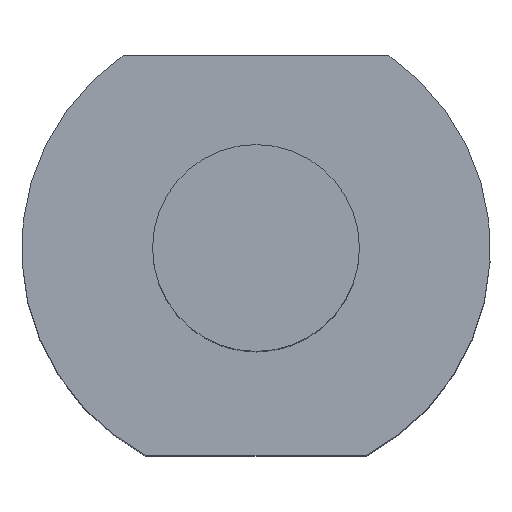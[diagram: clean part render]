
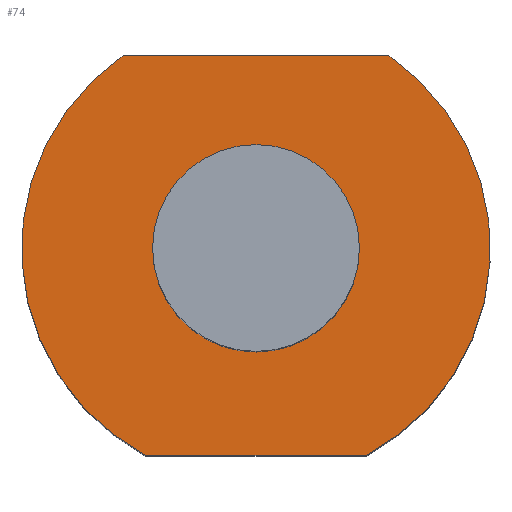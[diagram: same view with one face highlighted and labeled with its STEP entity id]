
A CAD part, top view. The second image highlights one B-rep face of the part: STEP entity #74.
In plain terms, the highlighted planar face has unit normal (0, 0, 1).
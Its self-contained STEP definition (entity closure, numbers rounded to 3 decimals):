
#42=FACE_BOUND('',#102,.T.);
#43=FACE_BOUND('',#103,.T.);
#54=LINE('',#356,#64);
#55=LINE('',#361,#65);
#64=VECTOR('',#291,1.);
#65=VECTOR('',#294,1.);
#74=ADVANCED_FACE('',(#42,#43),#85,.F.);
#85=PLANE('',#252);
#102=EDGE_LOOP('',(#124,#125,#126,#127));
#103=EDGE_LOOP('',(#128,#129));
#124=ORIENTED_EDGE('',*,*,#187,.F.);
#125=ORIENTED_EDGE('',*,*,#188,.F.);
#126=ORIENTED_EDGE('',*,*,#189,.T.);
#127=ORIENTED_EDGE('',*,*,#190,.F.);
#128=ORIENTED_EDGE('',*,*,#186,.T.);
#129=ORIENTED_EDGE('',*,*,#184,.T.);
#165=VERTEX_POINT('',#349);
#166=VERTEX_POINT('',#351);
#168=VERTEX_POINT('',#357);
#169=VERTEX_POINT('',#358);
#170=VERTEX_POINT('',#360);
#171=VERTEX_POINT('',#362);
#184=EDGE_CURVE('',#166,#165,#207,.T.);
#186=EDGE_CURVE('',#165,#166,#208,.T.);
#187=EDGE_CURVE('',#168,#169,#54,.T.);
#188=EDGE_CURVE('',#170,#168,#209,.T.);
#189=EDGE_CURVE('',#170,#171,#55,.T.);
#190=EDGE_CURVE('',#169,#171,#210,.T.);
#207=CIRCLE('',#247,15.);
#208=CIRCLE('',#248,15.);
#209=CIRCLE('',#250,34.);
#210=CIRCLE('',#251,34.);
#247=AXIS2_PLACEMENT_3D('',#350,#284,#285);
#248=AXIS2_PLACEMENT_3D('',#354,#287,#288);
#250=AXIS2_PLACEMENT_3D('',#359,#292,#293);
#251=AXIS2_PLACEMENT_3D('',#363,#295,#296);
#252=AXIS2_PLACEMENT_3D('',#364,#297,#298);
#284=DIRECTION('',(0.,0.,-1.));
#285=DIRECTION('',(-1.,0.,0.));
#287=DIRECTION('',(0.,0.,-1.));
#288=DIRECTION('',(-1.,0.,0.));
#291=DIRECTION('',(-1.,0.,0.));
#292=DIRECTION('',(0.,0.,-1.));
#293=DIRECTION('',(-1.,0.,0.));
#294=DIRECTION('',(-1.,0.,0.));
#295=DIRECTION('',(0.,0.,-1.));
#296=DIRECTION('',(-1.,0.,0.));
#297=DIRECTION('',(0.,0.,-1.));
#298=DIRECTION('',(0.,1.,0.));
#349=CARTESIAN_POINT('',(0.,-15.,0.));
#350=CARTESIAN_POINT('',(0.,0.,0.));
#351=CARTESIAN_POINT('',(0.,15.,0.));
#354=CARTESIAN_POINT('',(0.,0.,0.));
#356=CARTESIAN_POINT('',(0.,-30.,0.));
#357=CARTESIAN_POINT('',(16.,-30.,0.));
#358=CARTESIAN_POINT('',(-16.,-30.,0.));
#359=CARTESIAN_POINT('',(0.,0.,0.));
#360=CARTESIAN_POINT('',(19.287,28.,0.));
#361=CARTESIAN_POINT('',(-34.,28.,0.));
#362=CARTESIAN_POINT('',(-19.287,28.,0.));
#363=CARTESIAN_POINT('',(0.,0.,0.));
#364=CARTESIAN_POINT('',(0.,0.,0.));
